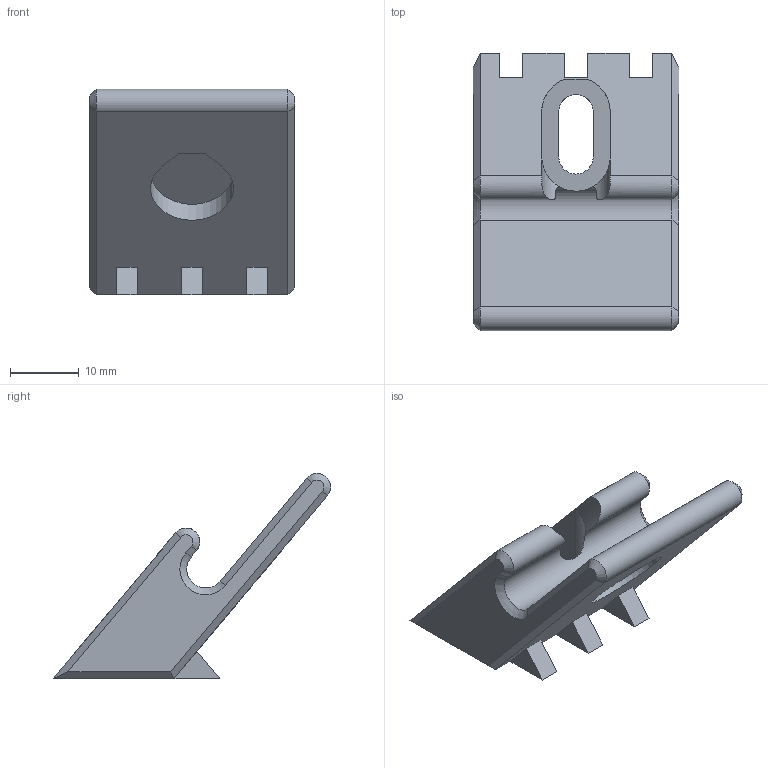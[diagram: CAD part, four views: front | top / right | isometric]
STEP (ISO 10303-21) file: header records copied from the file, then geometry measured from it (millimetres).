
FILE_DESCRIPTION(('FreeCAD Model'),'2;1');
FILE_NAME('Open CASCADE Shape Model','2025-10-25T13:17:52',(''),(''), 'Open CASCADE STEP processor 7.7','FreeCAD','Unknown');
FILE_SCHEMA(('AUTOMOTIVE_DESIGN { 1 0 10303 214 1 1 1 1 }'));
Length unit declared in the file: millimetre
Products named in the file (1): Body
Bounding box: 30 x 40.5 x 30 mm (x, y, z)
Volume: 8732.8 mm3; surface area: 4822.6 mm2
Topology: 1 solids, 1 shells, 65 faces, 175 edges, 112 vertices
Faces by surface type: plane 47, cylinder 12, cone 6
Entity records: 5450 total; most frequent: CARTESIAN_POINT 1930, DIRECTION 650, LINE 435, VECTOR 435, ORIENTED_EDGE 350, PCURVE 350, DEFINITIONAL_REPRESENTATION 350, EDGE_CURVE 175
